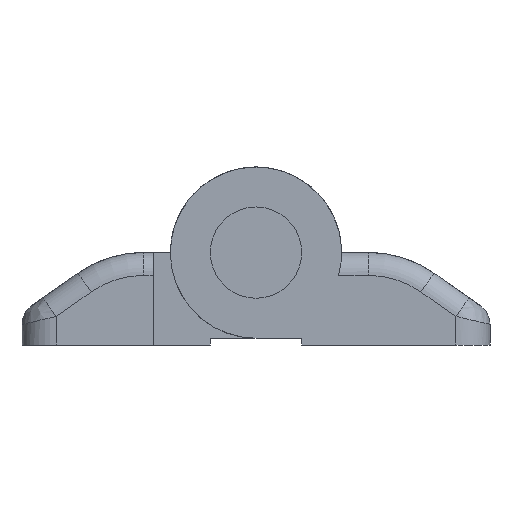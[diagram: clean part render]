
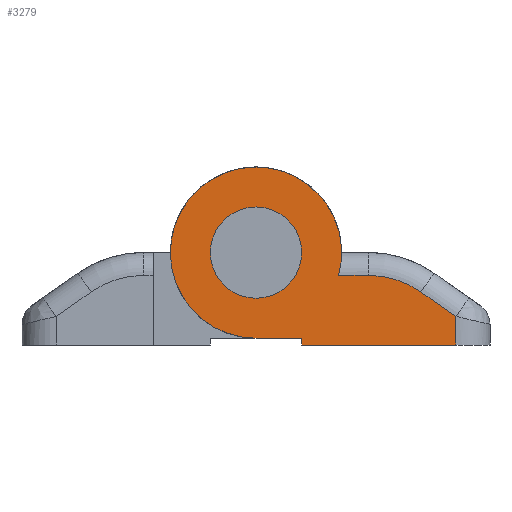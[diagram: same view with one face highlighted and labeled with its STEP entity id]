
A CAD part, front view. The second image highlights one B-rep face of the part: STEP entity #3279.
In plain terms, the highlighted planar face has unit normal (0, -1, 0).
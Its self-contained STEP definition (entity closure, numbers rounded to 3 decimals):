
#185 = DIRECTION ( 'NONE',  ( 0., 0., 1. ) ) ;
#229 = DIRECTION ( 'NONE',  ( 0., 1., 0. ) ) ;
#310 = VECTOR ( 'NONE', #904, 1000. ) ;
#333 = AXIS2_PLACEMENT_3D ( 'NONE', #1570, #1304, #2674 ) ;
#469 = EDGE_LOOP ( 'NONE', ( #2724, #1371 ) ) ;
#485 = AXIS2_PLACEMENT_3D ( 'NONE', #2025, #3105, #1048 ) ;
#573 = CARTESIAN_POINT ( 'NONE',  ( 0., 0., -4. ) ) ;
#575 = VERTEX_POINT ( 'NONE', #573 ) ;
#576 = CARTESIAN_POINT ( 'NONE',  ( 0., 0., 4. ) ) ;
#691 = EDGE_CURVE ( 'NONE', #1561, #2951, #3020, .T. ) ;
#718 = CIRCLE ( 'NONE', #485, 7.5 ) ;
#750 = DIRECTION ( 'NONE',  ( -1., 0., 0. ) ) ;
#766 = VERTEX_POINT ( 'NONE', #1707 ) ;
#791 = ORIENTED_EDGE ( 'NONE', *, *, #796, .F. ) ;
#796 = EDGE_CURVE ( 'NONE', #1826, #2959, #2504, .T. ) ;
#895 = ORIENTED_EDGE ( 'NONE', *, *, #2377, .F. ) ;
#904 = DIRECTION ( 'NONE',  ( -1., 0., 0. ) ) ;
#921 = CARTESIAN_POINT ( 'NONE',  ( 7.5, 0., -2. ) ) ;
#937 = DIRECTION ( 'NONE',  ( 0., -1., 0. ) ) ;
#1006 = FACE_OUTER_BOUND ( 'NONE', #1455, .T. ) ;
#1045 = CARTESIAN_POINT ( 'NONE',  ( 7.228, 0., -2. ) ) ;
#1048 = DIRECTION ( 'NONE',  ( 0., 0., -1. ) ) ;
#1052 = VECTOR ( 'NONE', #2230, 1000. ) ;
#1064 = FACE_BOUND ( 'NONE', #469, .T. ) ;
#1068 = VECTOR ( 'NONE', #2559, 1000. ) ;
#1073 = ORIENTED_EDGE ( 'NONE', *, *, #2330, .T. ) ;
#1124 = ORIENTED_EDGE ( 'NONE', *, *, #3351, .F. ) ;
#1186 = CIRCLE ( 'NONE', #3345, 8. ) ;
#1233 = VERTEX_POINT ( 'NONE', #2864 ) ;
#1296 = CARTESIAN_POINT ( 'NONE',  ( 0., 0., 0. ) ) ;
#1304 = DIRECTION ( 'NONE',  ( 0., -1., 0. ) ) ;
#1371 = ORIENTED_EDGE ( 'NONE', *, *, #2452, .T. ) ;
#1426 = ORIENTED_EDGE ( 'NONE', *, *, #2053, .T. ) ;
#1432 = EDGE_CURVE ( 'NONE', #2959, #766, #3297, .T. ) ;
#1455 = EDGE_LOOP ( 'NONE', ( #1756, #895, #1591, #791, #1124, #1073, #1426, #1782 ) ) ;
#1456 = AXIS2_PLACEMENT_3D ( 'NONE', #1296, #229, #2379 ) ;
#1460 = CARTESIAN_POINT ( 'NONE',  ( 9.847, 0., -2. ) ) ;
#1484 = DIRECTION ( 'NONE',  ( 0., 0., -1. ) ) ;
#1561 = VERTEX_POINT ( 'NONE', #1460 ) ;
#1570 = CARTESIAN_POINT ( 'NONE',  ( 0., 0., 0. ) ) ;
#1591 = ORIENTED_EDGE ( 'NONE', *, *, #1432, .F. ) ;
#1665 = CARTESIAN_POINT ( 'NONE',  ( 14.436, 0., -3.447 ) ) ;
#1707 = CARTESIAN_POINT ( 'NONE',  ( 0., 0., -7.5 ) ) ;
#1756 = ORIENTED_EDGE ( 'NONE', *, *, #691, .T. ) ;
#1782 = ORIENTED_EDGE ( 'NONE', *, *, #2799, .T. ) ;
#1811 = CARTESIAN_POINT ( 'NONE',  ( 17.5, 0., -5.252 ) ) ;
#1824 = CARTESIAN_POINT ( 'NONE',  ( 4., 0., -7.5 ) ) ;
#1826 = VERTEX_POINT ( 'NONE', #2211 ) ;
#1845 = VERTEX_POINT ( 'NONE', #1665 ) ;
#1889 = CARTESIAN_POINT ( 'NONE',  ( 0., 0., -7.5 ) ) ;
#1941 = VERTEX_POINT ( 'NONE', #3377 ) ;
#2025 = CARTESIAN_POINT ( 'NONE',  ( 0., 0., 0. ) ) ;
#2053 = EDGE_CURVE ( 'NONE', #1233, #1845, #2969, .T. ) ;
#2071 = LINE ( 'NONE', #1811, #1068 ) ;
#2093 = CARTESIAN_POINT ( 'NONE',  ( 0., 0., 0. ) ) ;
#2116 = EDGE_CURVE ( 'NONE', #575, #2247, #2534, .T. ) ;
#2138 = VECTOR ( 'NONE', #750, 1000. ) ;
#2211 = CARTESIAN_POINT ( 'NONE',  ( 4., 0., -8.1 ) ) ;
#2230 = DIRECTION ( 'NONE',  ( 0., 0., 1. ) ) ;
#2247 = VERTEX_POINT ( 'NONE', #576 ) ;
#2330 = EDGE_CURVE ( 'NONE', #1941, #1233, #2071, .T. ) ;
#2348 = LINE ( 'NONE', #2615, #2138 ) ;
#2377 = EDGE_CURVE ( 'NONE', #766, #2951, #718, .T. ) ;
#2379 = DIRECTION ( 'NONE',  ( 0., 0., 1. ) ) ;
#2420 = CIRCLE ( 'NONE', #3458, 4. ) ;
#2452 = EDGE_CURVE ( 'NONE', #2247, #575, #2420, .T. ) ;
#2504 = LINE ( 'NONE', #3381, #1052 ) ;
#2534 = CIRCLE ( 'NONE', #1456, 4. ) ;
#2559 = DIRECTION ( 'NONE',  ( 0., 0., 1. ) ) ;
#2615 = CARTESIAN_POINT ( 'NONE',  ( 4., 0., -8.1 ) ) ;
#2674 = DIRECTION ( 'NONE',  ( 0., 0., -1. ) ) ;
#2724 = ORIENTED_EDGE ( 'NONE', *, *, #2116, .T. ) ;
#2799 = EDGE_CURVE ( 'NONE', #1845, #1561, #1186, .T. ) ;
#2840 = CARTESIAN_POINT ( 'NONE',  ( 9.847, 0., -10. ) ) ;
#2864 = CARTESIAN_POINT ( 'NONE',  ( 17.5, 0., -5.592 ) ) ;
#2871 = VECTOR ( 'NONE', #2987, 1000. ) ;
#2951 = VERTEX_POINT ( 'NONE', #1045 ) ;
#2959 = VERTEX_POINT ( 'NONE', #1824 ) ;
#2964 = DIRECTION ( 'NONE',  ( 0., 1., 0. ) ) ;
#2969 = LINE ( 'NONE', #3466, #2871 ) ;
#2987 = DIRECTION ( 'NONE',  ( -0.819, 0., 0.574 ) ) ;
#3020 = LINE ( 'NONE', #921, #310 ) ;
#3041 = DIRECTION ( 'NONE',  ( -1., 0., 0. ) ) ;
#3105 = DIRECTION ( 'NONE',  ( 0., 1., 0. ) ) ;
#3279 = ADVANCED_FACE ( 'NONE', ( #1006, #1064 ), #3472, .T. ) ;
#3297 = LINE ( 'NONE', #1889, #3336 ) ;
#3336 = VECTOR ( 'NONE', #3041, 1000. ) ;
#3345 = AXIS2_PLACEMENT_3D ( 'NONE', #2840, #937, #1484 ) ;
#3351 = EDGE_CURVE ( 'NONE', #1941, #1826, #2348, .T. ) ;
#3377 = CARTESIAN_POINT ( 'NONE',  ( 17.5, 0., -8.1 ) ) ;
#3381 = CARTESIAN_POINT ( 'NONE',  ( 4., 0., -7.5 ) ) ;
#3458 = AXIS2_PLACEMENT_3D ( 'NONE', #2093, #2964, #185 ) ;
#3466 = CARTESIAN_POINT ( 'NONE',  ( 14.436, 0., -3.447 ) ) ;
#3472 = PLANE ( 'NONE',  #333 ) ;
